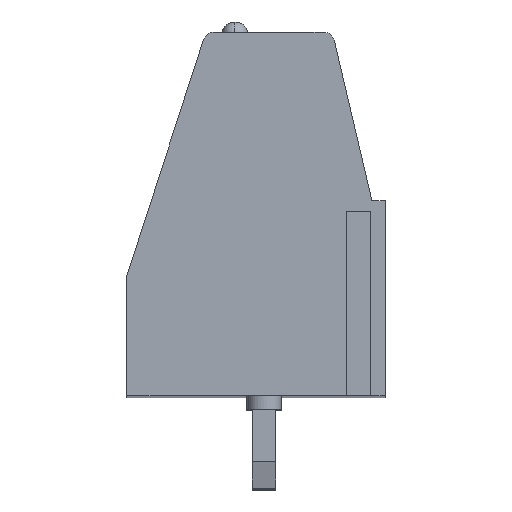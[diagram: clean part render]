
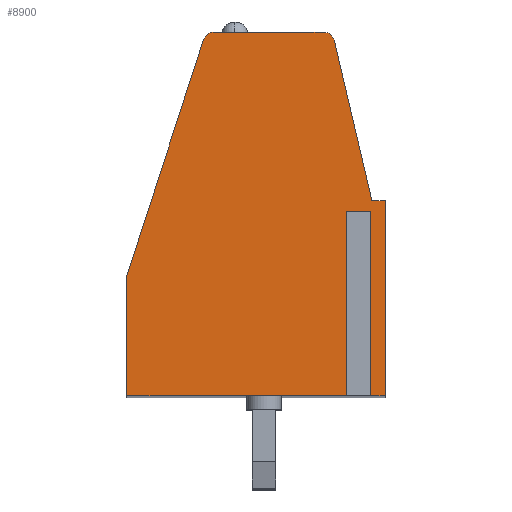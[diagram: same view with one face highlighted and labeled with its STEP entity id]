
A CAD part, top view. The second image highlights one B-rep face of the part: STEP entity #8900.
In plain terms, the highlighted planar face has unit normal (0, 0, 1).
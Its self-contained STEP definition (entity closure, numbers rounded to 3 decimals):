
#7810=CARTESIAN_POINT('',(-118.259,0.,-2.46));
#7820=DIRECTION('',(0.,0.,-1.));
#7830=DIRECTION('',(-1.,0.,0.));
#7840=AXIS2_PLACEMENT_3D('',#7810,#7820,#7830);
#7850=PLANE('',#7840);
#7860=CARTESIAN_POINT('',(-118.259,53.229,
-2.46));
#7870=DIRECTION('',(-1.,0.,0.));
#7880=VECTOR('',#7870,1.);
#7890=LINE('',#7860,#7880);
#7900=CARTESIAN_POINT('',(-57.047,53.229,-2.46));
#7910=VERTEX_POINT('',#7900);
#7920=CARTESIAN_POINT('',(-61.239,53.229,-2.46));
#7930=VERTEX_POINT('',#7920);
#7940=EDGE_CURVE('',#7910,#7930,#7890,.T.);
#7950=ORIENTED_EDGE('',*,*,#7940,.T.);
#7960=CARTESIAN_POINT('',(-57.047,52.829,-2.46));
#7970=DIRECTION('',(0.,0.,-1.));
#7980=DIRECTION('',(-1.,0.,0.));
#7990=AXIS2_PLACEMENT_3D('',#7960,#7970,#7980);
#8000=CIRCLE('',#7990,0.4);
#8010=CARTESIAN_POINT('',(-56.657,52.92,-2.46));
#8020=VERTEX_POINT('',#8010);
#8030=EDGE_CURVE('',#7910,#8020,#8000,.T.);
#8040=ORIENTED_EDGE('',*,*,#8030,.F.);
#8050=CARTESIAN_POINT('',(-44.254,0.,-2.46));
#8060=DIRECTION('',(0.228,-0.974,
0.));
#8070=VECTOR('',#8060,1.);
#8080=LINE('',#8050,#8070);
#8090=CARTESIAN_POINT('',(-55.23,46.829,-2.46));
#8100=VERTEX_POINT('',#8090);
#8110=EDGE_CURVE('',#8020,#8100,#8080,.T.);
#8120=ORIENTED_EDGE('',*,*,#8110,.F.);
#8130=CARTESIAN_POINT('',(-118.259,46.829,
-2.46));
#8140=DIRECTION('',(-1.,0.,0.));
#8150=VECTOR('',#8140,1.);
#8160=LINE('',#8130,#8150);
#8170=CARTESIAN_POINT('',(-54.73,46.829,-2.46));
#8180=VERTEX_POINT('',#8170);
#8190=EDGE_CURVE('',#8180,#8100,#8160,.T.);
#8200=ORIENTED_EDGE('',*,*,#8190,.T.);
#8210=CARTESIAN_POINT('',(-54.73,0.,-2.46));
#8220=DIRECTION('',(0.,-1.,0.));
#8230=VECTOR('',#8220,1.);
#8240=LINE('',#8210,#8230);
#8250=CARTESIAN_POINT('',(-54.73,39.429,-2.46));
#8260=VERTEX_POINT('',#8250);
#8270=EDGE_CURVE('',#8180,#8260,#8240,.T.);
#8280=ORIENTED_EDGE('',*,*,#8270,.F.);
#8290=CARTESIAN_POINT('',(-118.259,39.429,
-2.46));
#8300=DIRECTION('',(-1.,0.,0.));
#8310=VECTOR('',#8300,1.);
#8320=LINE('',#8290,#8310);
#8330=CARTESIAN_POINT('',(-55.46,39.429,-2.46));
#8340=VERTEX_POINT('',#8330);
#8350=EDGE_CURVE('',#8260,#8340,#8320,.T.);
#8360=ORIENTED_EDGE('',*,*,#8350,.F.);
#8370=CARTESIAN_POINT('',(-55.46,0.,-2.46));
#8380=DIRECTION('',(0.,-1.,0.));
#8390=VECTOR('',#8380,1.);
#8400=LINE('',#8370,#8390);
#8410=CARTESIAN_POINT('',(-55.46,46.429,-2.46));
#8420=VERTEX_POINT('',#8410);
#8430=EDGE_CURVE('',#8420,#8340,#8400,.T.);
#8440=ORIENTED_EDGE('',*,*,#8430,.T.);
#8450=CARTESIAN_POINT('',(-118.259,46.429,
-2.46));
#8460=DIRECTION('',(-1.,0.,0.));
#8470=VECTOR('',#8460,1.);
#8480=LINE('',#8450,#8470);
#8490=CARTESIAN_POINT('',(-55.999,46.429,-2.46));
#8500=VERTEX_POINT('',#8490);
#8510=EDGE_CURVE('',#8420,#8500,#8480,.T.);
#8520=ORIENTED_EDGE('',*,*,#8510,.F.);
#8530=CARTESIAN_POINT('',(-55.999,0.,-2.46));
#8540=DIRECTION('',(0.,-1.,0.));
#8550=VECTOR('',#8540,1.);
#8560=LINE('',#8530,#8550);
#8570=CARTESIAN_POINT('',(-55.999,39.429,-2.46));
#8580=VERTEX_POINT('',#8570);
#8590=EDGE_CURVE('',#8500,#8580,#8560,.T.);
#8600=ORIENTED_EDGE('',*,*,#8590,.F.);
#8610=CARTESIAN_POINT('',(-64.53,39.429,-2.46));
#8620=VERTEX_POINT('',#8610);
#8630=EDGE_CURVE('',#8580,#8620,#8320,.T.);
#8640=ORIENTED_EDGE('',*,*,#8630,.F.);
#8650=CARTESIAN_POINT('',(-64.53,0.,-2.46));
#8660=DIRECTION('',(0.,-1.,0.));
#8670=VECTOR('',#8660,1.);
#8680=LINE('',#8650,#8670);
#8690=CARTESIAN_POINT('',(-64.53,43.996,-2.46));
#8700=VERTEX_POINT('',#8690);
#8710=EDGE_CURVE('',#8700,#8620,#8680,.T.);
#8720=ORIENTED_EDGE('',*,*,#8710,.T.);
#8730=CARTESIAN_POINT('',(-78.825,0.,-2.46));
#8740=DIRECTION('',(-0.309,-0.951,
0.));
#8750=VECTOR('',#8740,1.);
#8760=LINE('',#8730,#8750);
#8770=CARTESIAN_POINT('',(-61.619,52.953,-2.46));
#8780=VERTEX_POINT('',#8770);
#8790=EDGE_CURVE('',#8780,#8700,#8760,.T.);
#8800=ORIENTED_EDGE('',*,*,#8790,.T.);
#8810=CARTESIAN_POINT('',(-61.239,52.829,-2.46));
#8820=DIRECTION('',(0.,0.,-1.));
#8830=DIRECTION('',(-1.,0.,0.));
#8840=AXIS2_PLACEMENT_3D('',#8810,#8820,#8830);
#8850=CIRCLE('',#8840,0.4);
#8860=EDGE_CURVE('',#8780,#7930,#8850,.T.);
#8870=ORIENTED_EDGE('',*,*,#8860,.F.);
#8880=EDGE_LOOP('',(#8870,#8800,#8720,#8640,#8600,#8520,#8440,#8360,
#8280,#8200,#8120,#8040,#7950));
#8890=FACE_OUTER_BOUND('',#8880,.T.);
#8900=ADVANCED_FACE('',(#8890),#7850,.F.);
